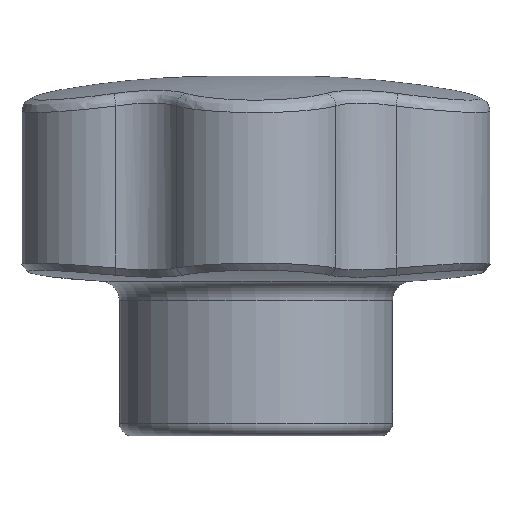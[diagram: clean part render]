
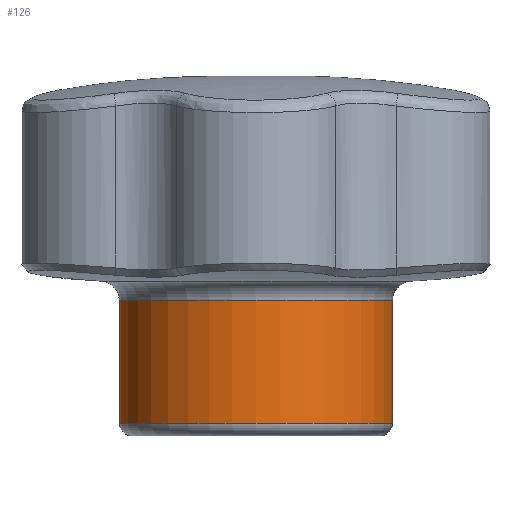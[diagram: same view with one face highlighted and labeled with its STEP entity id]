
A CAD part, front view. The second image highlights one B-rep face of the part: STEP entity #126.
In plain terms, the highlighted cylindrical face has radius 10.65 mm (diameter 21.3 mm), a full revolution.
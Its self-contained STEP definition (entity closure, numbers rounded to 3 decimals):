
#126 = ADVANCED_FACE( '', ( #268, #269 ), #270, .T. );
#268 = FACE_OUTER_BOUND( '', #2313, .T. );
#269 = FACE_OUTER_BOUND( '', #2314, .T. );
#270 = CYLINDRICAL_SURFACE( '', #2315, 10.65 );
#2313 = EDGE_LOOP( '', ( #3509 ) );
#2314 = EDGE_LOOP( '', ( #3510 ) );
#2315 = AXIS2_PLACEMENT_3D( '', #3511, #3512, #3513 );
#3509 = ORIENTED_EDGE( '', *, *, #3727, .T. );
#3510 = ORIENTED_EDGE( '', *, *, #3736, .T. );
#3511 = CARTESIAN_POINT( '', ( 0., 0., 23.65 ) );
#3512 = DIRECTION( '', ( 0., 0., -1. ) );
#3513 = DIRECTION( '', ( 1., 0., 0. ) );
#3727 = EDGE_CURVE( '', #3919, #3919, #3920, .T. );
#3736 = EDGE_CURVE( '', #3929, #3929, #3930, .F. );
#3919 = VERTEX_POINT( '', #5690 );
#3920 = CIRCLE( '', #5691, 10.65 );
#3929 = VERTEX_POINT( '', #5827 );
#3930 = CIRCLE( '', #5828, 10.65 );
#5690 = CARTESIAN_POINT( '', ( 10.65, 0., 1. ) );
#5691 = AXIS2_PLACEMENT_3D( '', #6216, #6217, #6218 );
#5827 = CARTESIAN_POINT( '', ( 10.65, 0., 10.562 ) );
#5828 = AXIS2_PLACEMENT_3D( '', #6219, #6220, #6221 );
#6216 = CARTESIAN_POINT( '', ( 0., 0., 1. ) );
#6217 = DIRECTION( '', ( 0., 0., 1. ) );
#6218 = DIRECTION( '', ( 1., 0., 0. ) );
#6219 = CARTESIAN_POINT( '', ( 0., 0., 10.562 ) );
#6220 = DIRECTION( '', ( 0., 0., 1. ) );
#6221 = DIRECTION( '', ( 1., 0., 0. ) );
